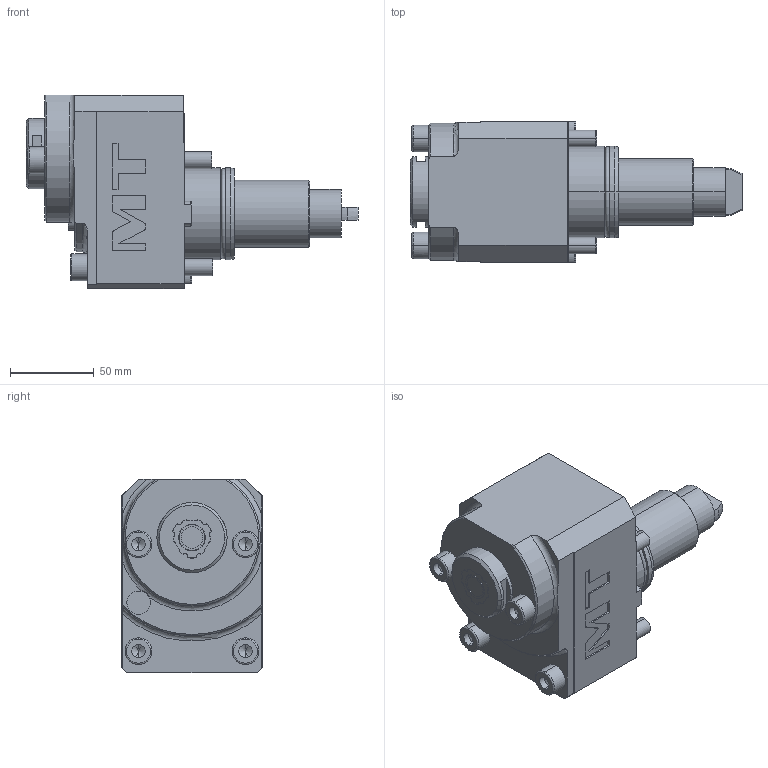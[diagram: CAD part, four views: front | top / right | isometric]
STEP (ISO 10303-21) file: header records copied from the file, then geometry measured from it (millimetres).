
FILE_DESCRIPTION((''),'2;1');
FILE_NAME('DWO2710420_CONF','2023-04-07T12:05:34',('gvalli'),('M.T. srl'),'CREO PARAMETRIC BY PTC INC, 2021072','CREO PARAMETRIC BY PTC INC, 2021072','');
FILE_SCHEMA(('CONFIG_CONTROL_DESIGN'));
Length unit declared in the file: millimetre
Products named in the file (1): DWO2710420_CONF
Bounding box: 198.66 x 84 x 116 mm (x, y, z)
Volume: 874598 mm3; surface area: 69375.1 mm2
Topology: 1 solids, 1 shells, 244 faces, 615 edges, 394 vertices
Faces by surface type: plane 110, cylinder 56, cone 47, torus 21, bspline 6, extrusion 4
Entity records: 7811 total; most frequent: CARTESIAN_POINT 1889, DIRECTION 1238, ORIENTED_EDGE 1214, EDGE_CURVE 607, AXIS2_PLACEMENT_3D 460, VERTEX_POINT 394, VECTOR 318, LINE 314
